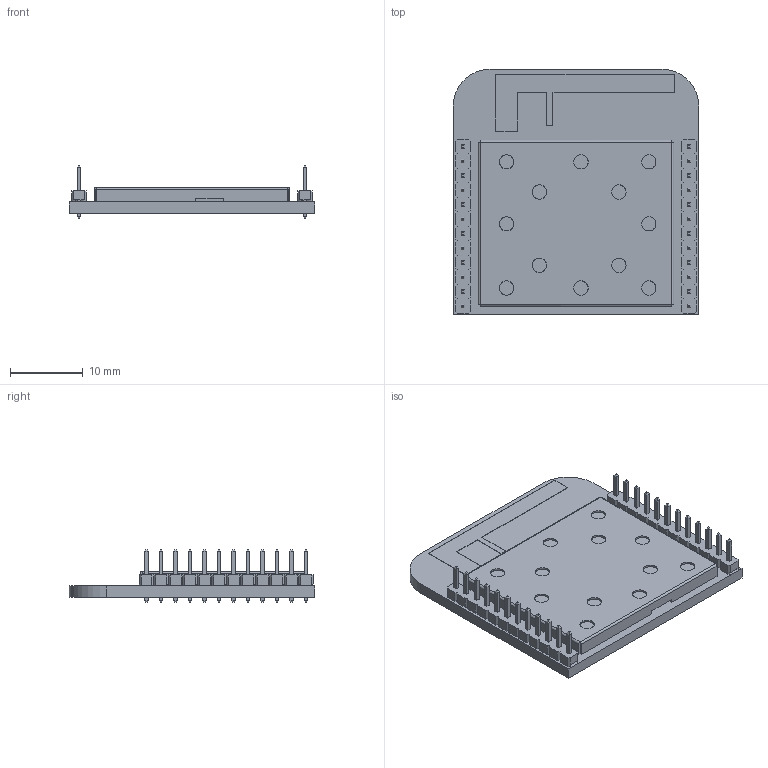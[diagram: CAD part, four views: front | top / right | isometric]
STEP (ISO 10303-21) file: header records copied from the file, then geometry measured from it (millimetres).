
FILE_DESCRIPTION (( 'STEP AP214' ), '1' );
FILE_NAME ('RF200PF1_200238-01.step', '2015-12-04T20:46:31', ( 'setup' ), ( '' ), 'SwSTEP 2.0', 'SolidWorks 2013', '' );
FILE_SCHEMA (( 'AUTOMOTIVE_DESIGN' ));
Length unit declared in the file: inch
Products named in the file (10): m22-2511205_asm; M22-251_CONTACT; M22-25112_MOULD; S1; SHLD001; Board; RF200PF1_200238-01; Free-Models; 900070424; Extruded
Assembly tree (22 placements, depth 4):
  RF200PF1_200238-01
    Board
    S1
      SHLD001
    Free-Models
      m22-2511205_asm  x2
        M22-25112_MOULD
        M22-251_CONTACT
      900070424  x2
        Extruded
Bounding box: 33.86 x 33.86 x 7.3 mm (x, y, z)
Volume: 2147.2 mm3; surface area: 5079.9 mm2
Topology: 30 solids, 30 shells, 794 faces, 1818 edges, 1084 vertices
Faces by surface type: plane 756, cylinder 38
Entity records: 12406 total; most frequent: CARTESIAN_POINT 2411, ORIENTED_EDGE 1452, DIRECTION 1332, EDGE_CURVE 726, VECTOR 642, LINE 642, VERTEX_POINT 448, AXIS2_PLACEMENT_3D 345
